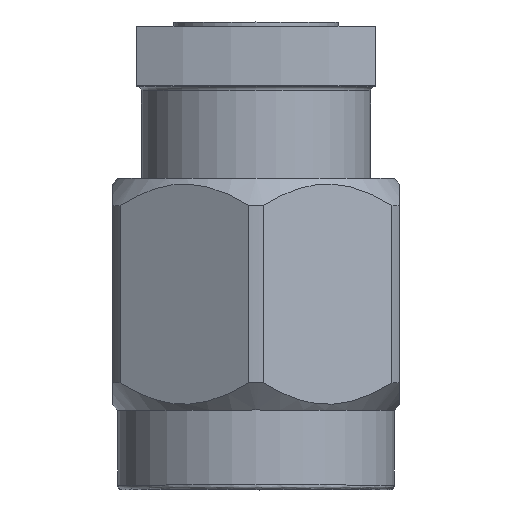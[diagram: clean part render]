
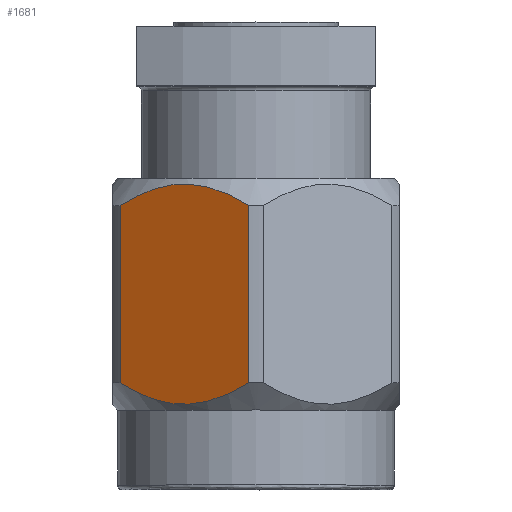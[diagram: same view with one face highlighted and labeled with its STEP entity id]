
A CAD part, top view. The second image highlights one B-rep face of the part: STEP entity #1681.
In plain terms, the highlighted planar face has unit normal (-0.5, 0, 0.866).
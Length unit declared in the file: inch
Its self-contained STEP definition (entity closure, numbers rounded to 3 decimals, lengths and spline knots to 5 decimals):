
#31 = CARTESIAN_POINT ( 'NONE',  ( -0.14801, -0.20679, 0.09497 ) ) ;
#46 = LINE ( 'NONE', #1542, #977 ) ;
#72 = DIRECTION ( 'NONE',  ( 0., 1., 0. ) ) ;
#188 = CARTESIAN_POINT ( 'NONE',  ( -0.03016, -0.19417, 0.16301 ) ) ;
#203 = ORIENTED_EDGE ( 'NONE', *, *, #1725, .T. ) ;
#208 = EDGE_CURVE ( 'NONE', #1360, #1100, #1141, .T. ) ;
#228 = CARTESIAN_POINT ( 'NONE',  ( -0.00824, -0.20679, 0.17566 ) ) ;
#241 = VERTEX_POINT ( 'NONE', #2230 ) ;
#384 = EDGE_LOOP ( 'NONE', ( #2573, #2296, #203, #2271 ) ) ;
#402 = CARTESIAN_POINT ( 'NONE',  ( -0.10842, -0.18787, 0.11783 ) ) ;
#407 = CARTESIAN_POINT ( 'NONE',  ( -0.09021, -0.42307, 0.12834 ) ) ;
#440 = VERTEX_POINT ( 'NONE', #1928 ) ;
#448 = LINE ( 'NONE', #773, #1401 ) ;
#488 = PLANE ( 'NONE',  #969 ) ;
#610 = CARTESIAN_POINT ( 'NONE',  ( -0.12601, -0.41293, 0.10767 ) ) ;
#701 = DIRECTION ( 'NONE',  ( 0.866, 0., 0.5 ) ) ;
#737 = B_SPLINE_CURVE_WITH_KNOTS ( 'NONE', 3,
 ( #788, #2622, #1801, #2203, #1811, #997, #1218, #2632, #407, #1008, #1817, #610, #817, #2440 ),
 .UNSPECIFIED., .F., .F.,
 ( 4, 2, 2, 2, 2, 2, 4 ),
 ( 0., 0.00107, 0.0016, 0.00214, 0.00267, 0.00321, 0.00428 ),
 .UNSPECIFIED. ) ;
#773 = CARTESIAN_POINT ( 'NONE',  ( -0.14801, -0.10988, 0.09497 ) ) ;
#788 = CARTESIAN_POINT ( 'NONE',  ( -0.00824, -0.40026, 0.17566 ) ) ;
#817 = CARTESIAN_POINT ( 'NONE',  ( -0.13718, -0.4071, 0.10122 ) ) ;
#819 = CARTESIAN_POINT ( 'NONE',  ( -0.01904, -0.19997, 0.16943 ) ) ;
#847 = EDGE_CURVE ( 'NONE', #241, #440, #737, .T. ) ;
#952 = DIRECTION ( 'NONE',  ( 0., -1., 0. ) ) ;
#969 = AXIS2_PLACEMENT_3D ( 'NONE', #1132, #1931, #701 ) ;
#977 = VECTOR ( 'NONE', #72, 39.37008 ) ;
#997 = CARTESIAN_POINT ( 'NONE',  ( -0.06573, -0.42303, 0.14247 ) ) ;
#1008 = CARTESIAN_POINT ( 'NONE',  ( -0.10236, -0.42085, 0.12132 ) ) ;
#1052 = CARTESIAN_POINT ( 'NONE',  ( -0.06573, -0.18402, 0.14247 ) ) ;
#1063 = CARTESIAN_POINT ( 'NONE',  ( -0.08412, -0.18341, 0.13185 ) ) ;
#1100 = VERTEX_POINT ( 'NONE', #2301 ) ;
#1132 = CARTESIAN_POINT ( 'NONE',  ( 0., -0.10988, 0.18042 ) ) ;
#1141 = B_SPLINE_CURVE_WITH_KNOTS ( 'NONE', 3,
 ( #2433, #819, #188, #2287, #1626, #1052, #2237, #1063, #2444, #1866, #402, #1607, #2424, #31 ),
 .UNSPECIFIED., .F., .F.,
 ( 4, 2, 2, 2, 2, 2, 4 ),
 ( 0., 0.00107, 0.0016, 0.00214, 0.00267, 0.00321, 0.00428 ),
 .UNSPECIFIED. ) ;
#1218 = CARTESIAN_POINT ( 'NONE',  ( -0.0719, -0.42362, 0.13891 ) ) ;
#1360 = VERTEX_POINT ( 'NONE', #228 ) ;
#1401 = VECTOR ( 'NONE', #952, 39.37008 ) ;
#1542 = CARTESIAN_POINT ( 'NONE',  ( -0.00824, -0.10988, 0.17566 ) ) ;
#1607 = CARTESIAN_POINT ( 'NONE',  ( -0.12601, -0.19412, 0.10767 ) ) ;
#1626 = CARTESIAN_POINT ( 'NONE',  ( -0.05353, -0.18629, 0.14952 ) ) ;
#1681 = ADVANCED_FACE ( 'NONE', ( #2132 ), #488, .T. ) ;
#1725 = EDGE_CURVE ( 'NONE', #241, #1360, #46, .T. ) ;
#1764 = EDGE_CURVE ( 'NONE', #1100, #440, #448, .T. ) ;
#1801 = CARTESIAN_POINT ( 'NONE',  ( -0.03016, -0.41288, 0.16301 ) ) ;
#1811 = CARTESIAN_POINT ( 'NONE',  ( -0.05353, -0.42076, 0.14952 ) ) ;
#1817 = CARTESIAN_POINT ( 'NONE',  ( -0.10842, -0.41918, 0.11783 ) ) ;
#1866 = CARTESIAN_POINT ( 'NONE',  ( -0.10236, -0.1862, 0.12132 ) ) ;
#1928 = CARTESIAN_POINT ( 'NONE',  ( -0.14801, -0.40026, 0.09497 ) ) ;
#1931 = DIRECTION ( 'NONE',  ( -0.5, 0., 0.866 ) ) ;
#2132 = FACE_OUTER_BOUND ( 'NONE', #384, .T. ) ;
#2203 = CARTESIAN_POINT ( 'NONE',  ( -0.04759, -0.4191, 0.15294 ) ) ;
#2230 = CARTESIAN_POINT ( 'NONE',  ( -0.00824, -0.40026, 0.17566 ) ) ;
#2237 = CARTESIAN_POINT ( 'NONE',  ( -0.0719, -0.18343, 0.13891 ) ) ;
#2271 = ORIENTED_EDGE ( 'NONE', *, *, #208, .T. ) ;
#2287 = CARTESIAN_POINT ( 'NONE',  ( -0.04759, -0.18795, 0.15294 ) ) ;
#2296 = ORIENTED_EDGE ( 'NONE', *, *, #847, .F. ) ;
#2301 = CARTESIAN_POINT ( 'NONE',  ( -0.14801, -0.20679, 0.09497 ) ) ;
#2424 = CARTESIAN_POINT ( 'NONE',  ( -0.13718, -0.19995, 0.10122 ) ) ;
#2433 = CARTESIAN_POINT ( 'NONE',  ( -0.00824, -0.20679, 0.17566 ) ) ;
#2440 = CARTESIAN_POINT ( 'NONE',  ( -0.14801, -0.40026, 0.09497 ) ) ;
#2444 = CARTESIAN_POINT ( 'NONE',  ( -0.09021, -0.18398, 0.12834 ) ) ;
#2573 = ORIENTED_EDGE ( 'NONE', *, *, #1764, .T. ) ;
#2622 = CARTESIAN_POINT ( 'NONE',  ( -0.01904, -0.40708, 0.16943 ) ) ;
#2632 = CARTESIAN_POINT ( 'NONE',  ( -0.08412, -0.42363, 0.13185 ) ) ;
